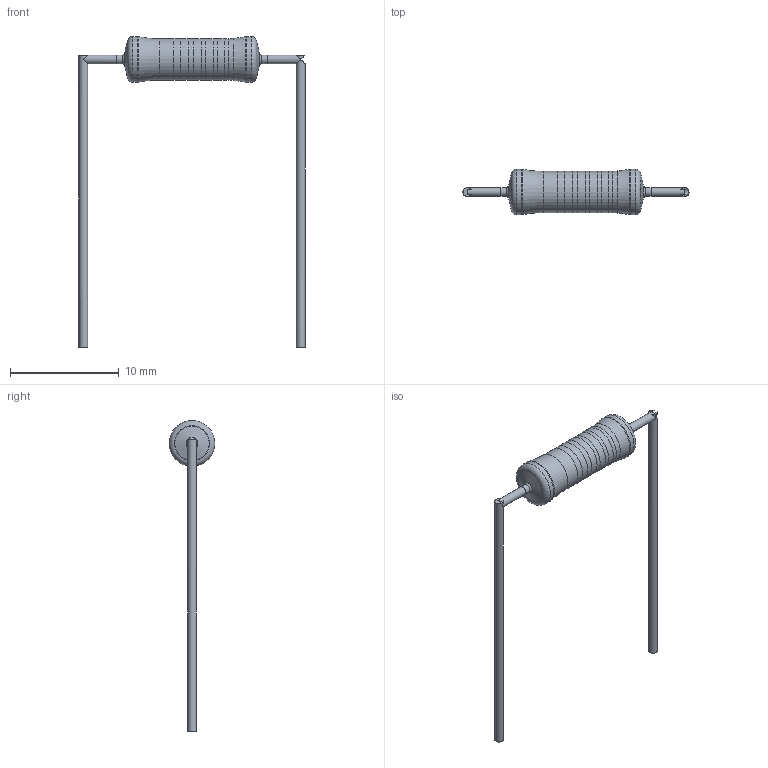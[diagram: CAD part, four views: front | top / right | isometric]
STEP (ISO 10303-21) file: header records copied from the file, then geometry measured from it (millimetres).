
FILE_DESCRIPTION(/* description */ (''),/* implementation_level */ '2;1');
FILE_NAME(/* name */ 'MBE04140D1004DC100 v2.step',/* time_stamp */ '2020-12-12T22:53:27-08:00',/* author */ (''),/* organization */ (''),/* preprocessor_version */ 'ST-DEVELOPER v18.1',/* originating_system */ 'Autodesk Translation Framework v9.3.0.1241',/* authorisation */ '');
FILE_SCHEMA (('AUTOMOTIVE_DESIGN { 1 0 10303 214 3 1 1 }'));
Length unit declared in the file: millimetre
Products named in the file (1): MBE04140D1004DC100
Bounding box: 20.8 x 4.2 x 28.6 mm (x, y, z)
Volume: 174.3 mm3; surface area: 321.3 mm2
Topology: 1 solids, 1 shells, 59 faces, 113 edges, 70 vertices
Faces by surface type: cylinder 24, plane 21, torus 12, cone 2
Full cylindrical faces by diameter (mm): 0.798 x2, 0.8 x6, 3.798 x4, 3.8 x5, 4.2 x2
Entity records: 1648 total; most frequent: DIRECTION 318, CARTESIAN_POINT 243, ORIENTED_EDGE 226, AXIS2_PLACEMENT_3D 145, EDGE_CURVE 113, EDGE_LOOP 73, CIRCLE 73, VERTEX_POINT 70
